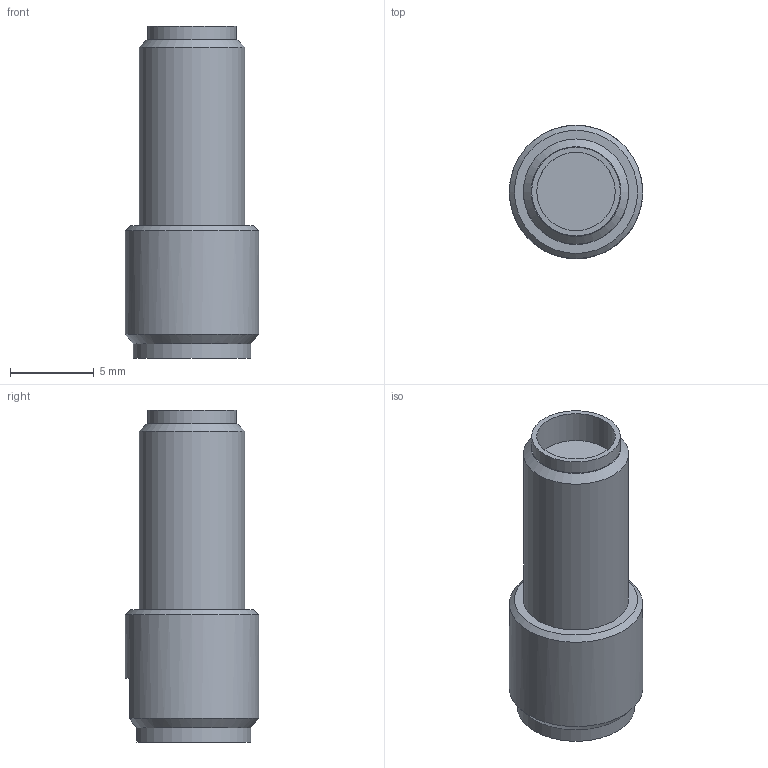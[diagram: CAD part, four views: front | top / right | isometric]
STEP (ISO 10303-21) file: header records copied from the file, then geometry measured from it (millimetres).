
FILE_DESCRIPTION(/* description */ ('Alibre Inc.'),/* implementation_level */ '2;1');
FILE_NAME(/* name */ 'export0',/* time_stamp */ '2018-02-12T15:49:26-08:00',/* author */ (''),/* organization */ (''),/* preprocessor_version */ 'ST-DEVELOPER v14',/* originating_system */ 'Alibre',/* authorisation */ '');
FILE_SCHEMA (('CONFIG_CONTROL_DESIGN'));
Length unit declared in the file: centimetre
Products named in the file (1): S11416-1
Bounding box: 7.95 x 7.95 x 19.79 mm (x, y, z)
Volume: 552 mm3; surface area: 618.2 mm2
Topology: 1 solids, 1 shells, 21 faces, 48 edges, 32 vertices
Faces by surface type: plane 11, cylinder 6, cone 3, bspline 1
Full cylindrical faces by diameter (mm): 4.674 x1, 5.283 x1, 5.969 x1, 6.274 x1, 7.95 x1
Entity records: 807 total; most frequent: CARTESIAN_POINT 298, ORIENTED_EDGE 78, DIRECTION 77, EDGE_CURVE 39, AXIS2_PLACEMENT_3D 37, EDGE_LOOP 31, FACE_BOUND 31, VERTEX_POINT 30
